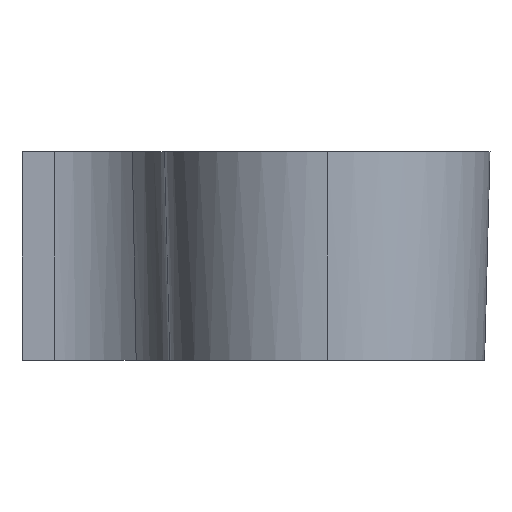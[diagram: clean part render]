
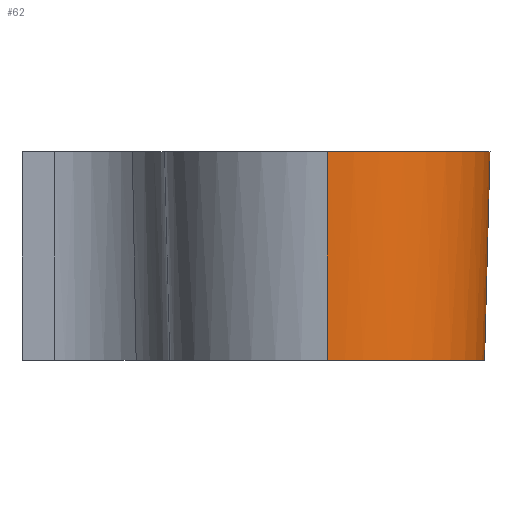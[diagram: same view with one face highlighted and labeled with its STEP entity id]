
A CAD part, front view. The second image highlights one B-rep face of the part: STEP entity #62.
In plain terms, the highlighted free-form (B-spline) face has degree [2, 1] with [3, 2] control points.
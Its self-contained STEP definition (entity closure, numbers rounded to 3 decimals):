
#62=ADVANCED_FACE($,(#103),#532,.T.);
#103=FACE_OUTER_BOUND($,#146,.T.);
#146=EDGE_LOOP($,(#341,#342,#343,#344));
#341=ORIENTED_EDGE($,*,*,#431,.F.);
#342=ORIENTED_EDGE($,*,*,#437,.F.);
#343=ORIENTED_EDGE($,*,*,#398,.F.);
#344=ORIENTED_EDGE($,*,*,#443,.F.);
#398=EDGE_CURVE($,#481,#482,#620,.T.);
#431=EDGE_CURVE($,#505,#506,#643,.T.);
#437=EDGE_CURVE($,#482,#505,#649,.T.);
#443=EDGE_CURVE($,#506,#481,#592,.T.);
#481=VERTEX_POINT($,#1479);
#482=VERTEX_POINT($,#1480);
#505=VERTEX_POINT($,#1503);
#506=VERTEX_POINT($,#1504);
#532=(
BOUNDED_SURFACE()
B_SPLINE_SURFACE(2,1,((#1468,#1469),(#1470,#1471),(#1472,#1473)),.UNSPECIFIED.,
.F.,.F.,.F.)
B_SPLINE_SURFACE_WITH_KNOTS((3,3),(2,2),(157.94,210.586),
(4.502,49.517),.UNSPECIFIED.)
GEOMETRIC_REPRESENTATION_ITEM()
RATIONAL_B_SPLINE_SURFACE(((1.,1.),(0.707,0.707),
(1.,1.)))
REPRESENTATION_ITEM($)
SURFACE()
);
#592=(
BOUNDED_CURVE()
B_SPLINE_CURVE(1,(#1398,#1399),.UNSPECIFIED.,.F.,.F.)
B_SPLINE_CURVE_WITH_KNOTS((2,2),(4.502,49.517),.UNSPECIFIED.)
CURVE()
GEOMETRIC_REPRESENTATION_ITEM()
RATIONAL_B_SPLINE_CURVE((1.,1.))
REPRESENTATION_ITEM($)
);
#620=B_SPLINE_CURVE_WITH_KNOTS($,3,(#1186,#1187,#1188,#1189,#1190,#1191),
.UNSPECIFIED.,.F.,.F.,(4,2,4),(55.177,82.847,110.516),
.UNSPECIFIED.);
#643=B_SPLINE_CURVE_WITH_KNOTS($,3,(#1324,#1325,#1326,#1327,#1328,#1329,
#1330,#1331,#1332,#1333,#1334,#1335,#1336,#1337,#1338,#1339,#1340,#1341),
.UNSPECIFIED.,.F.,.F.,(4,2,2,2,2,2,2,2,4),(-106.814,-100.137,
-93.461,-86.786,-80.111,-73.435,
-66.76,-60.084,-53.407),.UNSPECIFIED.);
#649=B_SPLINE_CURVE_WITH_KNOTS($,1,(#1384,#1385),.UNSPECIFIED.,.F.,.F.,(2,
2),(-49.517,-4.502),.UNSPECIFIED.);
#1186=CARTESIAN_POINT($,(66.,-106.178,22.5));
#1187=CARTESIAN_POINT($,(75.33,-106.178,22.5));
#1188=CARTESIAN_POINT($,(84.278,-102.472,22.5));
#1189=CARTESIAN_POINT($,(97.472,-89.278,22.5));
#1190=CARTESIAN_POINT($,(101.178,-80.33,22.5));
#1191=CARTESIAN_POINT($,(101.178,-71.,22.5));
#1324=CARTESIAN_POINT($,(100.,-71.,-22.5));
#1325=CARTESIAN_POINT($,(100.,-73.228,-22.5));
#1326=CARTESIAN_POINT($,(99.781,-75.449,-22.5));
#1327=CARTESIAN_POINT($,(98.912,-79.818,-22.5));
#1328=CARTESIAN_POINT($,(98.264,-81.954,-22.5));
#1329=CARTESIAN_POINT($,(96.559,-86.069,-22.5));
#1330=CARTESIAN_POINT($,(95.507,-88.038,-22.5));
#1331=CARTESIAN_POINT($,(93.033,-91.741,-22.5));
#1332=CARTESIAN_POINT($,(91.616,-93.467,-22.5));
#1333=CARTESIAN_POINT($,(88.467,-96.616,-22.5));
#1334=CARTESIAN_POINT($,(86.741,-98.033,-22.5));
#1335=CARTESIAN_POINT($,(83.038,-100.507,-22.5));
#1336=CARTESIAN_POINT($,(81.069,-101.559,-22.5));
#1337=CARTESIAN_POINT($,(76.954,-103.264,-22.5));
#1338=CARTESIAN_POINT($,(74.818,-103.912,-22.5));
#1339=CARTESIAN_POINT($,(70.449,-104.781,-22.5));
#1340=CARTESIAN_POINT($,(68.228,-105.,-22.5));
#1341=CARTESIAN_POINT($,(66.,-105.,-22.5));
#1384=CARTESIAN_POINT($,(101.178,-71.,22.5));
#1385=CARTESIAN_POINT($,(100.,-71.,-22.5));
#1398=CARTESIAN_POINT($,(66.,-105.,-22.5));
#1399=CARTESIAN_POINT($,(66.,-106.178,22.5));
#1468=CARTESIAN_POINT($,(66.,-105.,-22.5));
#1469=CARTESIAN_POINT($,(66.,-106.178,22.5));
#1470=CARTESIAN_POINT($,(100.,-105.,-22.5));
#1471=CARTESIAN_POINT($,(101.178,-106.178,22.5));
#1472=CARTESIAN_POINT($,(100.,-71.,-22.5));
#1473=CARTESIAN_POINT($,(101.178,-71.,22.5));
#1479=CARTESIAN_POINT($,(66.,-106.178,22.5));
#1480=CARTESIAN_POINT($,(101.178,-71.,22.5));
#1503=CARTESIAN_POINT($,(100.,-71.,-22.5));
#1504=CARTESIAN_POINT($,(66.,-105.,-22.5));
